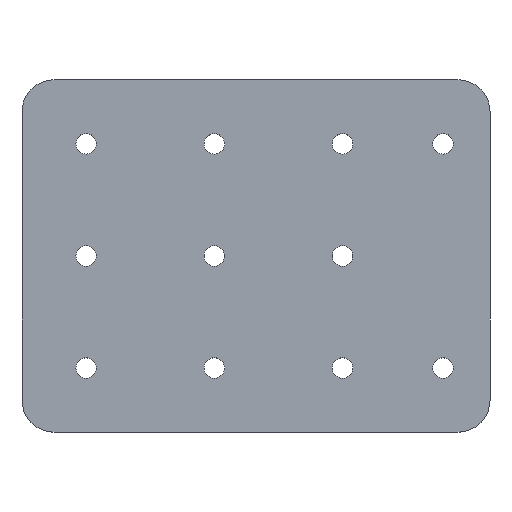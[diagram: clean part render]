
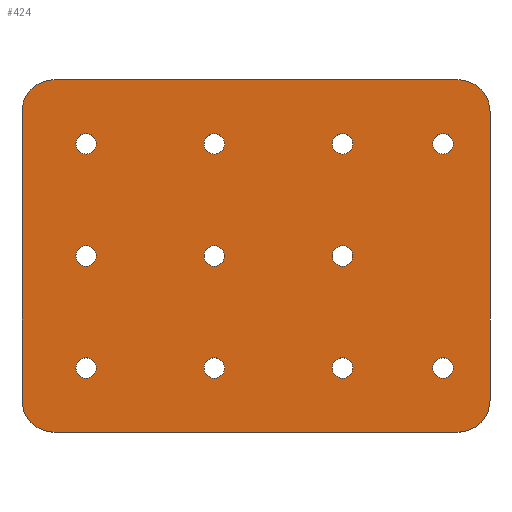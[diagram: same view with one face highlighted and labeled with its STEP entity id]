
A CAD part, top view. The second image highlights one B-rep face of the part: STEP entity #424.
In plain terms, the highlighted planar face has unit normal (0, 0, 1).
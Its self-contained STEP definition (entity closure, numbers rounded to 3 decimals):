
#23=FACE_BOUND('',#74,.T.);
#24=FACE_BOUND('',#75,.T.);
#25=FACE_BOUND('',#76,.T.);
#26=FACE_BOUND('',#77,.T.);
#27=FACE_BOUND('',#78,.T.);
#28=FACE_BOUND('',#79,.T.);
#29=FACE_BOUND('',#80,.T.);
#30=FACE_BOUND('',#81,.T.);
#31=FACE_BOUND('',#82,.T.);
#32=FACE_BOUND('',#83,.T.);
#33=FACE_BOUND('',#84,.T.);
#45=PLANE('',#451);
#52=FACE_OUTER_BOUND('',#73,.T.);
#73=EDGE_LOOP('',(#298,#299,#300,#301,#302,#303,#304,#305));
#74=EDGE_LOOP('',(#306));
#75=EDGE_LOOP('',(#307));
#76=EDGE_LOOP('',(#308));
#77=EDGE_LOOP('',(#309));
#78=EDGE_LOOP('',(#310));
#79=EDGE_LOOP('',(#311));
#80=EDGE_LOOP('',(#312));
#81=EDGE_LOOP('',(#313));
#82=EDGE_LOOP('',(#314));
#83=EDGE_LOOP('',(#315));
#84=EDGE_LOOP('',(#316));
#117=LINE('',#654,#144);
#118=LINE('',#658,#145);
#119=LINE('',#662,#146);
#120=LINE('',#665,#147);
#144=VECTOR('',#517,10.);
#145=VECTOR('',#520,10.);
#146=VECTOR('',#523,10.);
#147=VECTOR('',#526,10.);
#170=CIRCLE('',#450,5.);
#171=CIRCLE('',#452,5.);
#172=CIRCLE('',#453,5.);
#173=CIRCLE('',#454,5.);
#174=CIRCLE('',#455,1.6);
#175=CIRCLE('',#456,1.6);
#176=CIRCLE('',#457,1.6);
#177=CIRCLE('',#458,1.6);
#178=CIRCLE('',#459,1.6);
#179=CIRCLE('',#460,1.6);
#180=CIRCLE('',#461,1.6);
#181=CIRCLE('',#462,1.6);
#182=CIRCLE('',#463,1.6);
#183=CIRCLE('',#464,1.6);
#184=CIRCLE('',#465,1.6);
#201=VERTEX_POINT('',#647);
#202=VERTEX_POINT('',#649);
#203=VERTEX_POINT('',#653);
#204=VERTEX_POINT('',#655);
#205=VERTEX_POINT('',#657);
#206=VERTEX_POINT('',#659);
#207=VERTEX_POINT('',#661);
#208=VERTEX_POINT('',#663);
#209=VERTEX_POINT('',#666);
#210=VERTEX_POINT('',#668);
#211=VERTEX_POINT('',#670);
#212=VERTEX_POINT('',#672);
#213=VERTEX_POINT('',#674);
#214=VERTEX_POINT('',#676);
#215=VERTEX_POINT('',#678);
#216=VERTEX_POINT('',#680);
#217=VERTEX_POINT('',#682);
#218=VERTEX_POINT('',#684);
#219=VERTEX_POINT('',#686);
#239=EDGE_CURVE('',#201,#202,#170,.T.);
#241=EDGE_CURVE('',#201,#203,#117,.T.);
#242=EDGE_CURVE('',#204,#203,#171,.T.);
#243=EDGE_CURVE('',#204,#205,#118,.T.);
#244=EDGE_CURVE('',#206,#205,#172,.T.);
#245=EDGE_CURVE('',#206,#207,#119,.T.);
#246=EDGE_CURVE('',#208,#207,#173,.T.);
#247=EDGE_CURVE('',#208,#202,#120,.T.);
#248=EDGE_CURVE('',#209,#209,#174,.T.);
#249=EDGE_CURVE('',#210,#210,#175,.T.);
#250=EDGE_CURVE('',#211,#211,#176,.T.);
#251=EDGE_CURVE('',#212,#212,#177,.T.);
#252=EDGE_CURVE('',#213,#213,#178,.T.);
#253=EDGE_CURVE('',#214,#214,#179,.T.);
#254=EDGE_CURVE('',#215,#215,#180,.T.);
#255=EDGE_CURVE('',#216,#216,#181,.T.);
#256=EDGE_CURVE('',#217,#217,#182,.T.);
#257=EDGE_CURVE('',#218,#218,#183,.T.);
#258=EDGE_CURVE('',#219,#219,#184,.T.);
#298=ORIENTED_EDGE('',*,*,#239,.F.);
#299=ORIENTED_EDGE('',*,*,#241,.T.);
#300=ORIENTED_EDGE('',*,*,#242,.F.);
#301=ORIENTED_EDGE('',*,*,#243,.T.);
#302=ORIENTED_EDGE('',*,*,#244,.F.);
#303=ORIENTED_EDGE('',*,*,#245,.T.);
#304=ORIENTED_EDGE('',*,*,#246,.F.);
#305=ORIENTED_EDGE('',*,*,#247,.T.);
#306=ORIENTED_EDGE('',*,*,#248,.T.);
#307=ORIENTED_EDGE('',*,*,#249,.T.);
#308=ORIENTED_EDGE('',*,*,#250,.T.);
#309=ORIENTED_EDGE('',*,*,#251,.T.);
#310=ORIENTED_EDGE('',*,*,#252,.T.);
#311=ORIENTED_EDGE('',*,*,#253,.T.);
#312=ORIENTED_EDGE('',*,*,#254,.F.);
#313=ORIENTED_EDGE('',*,*,#255,.F.);
#314=ORIENTED_EDGE('',*,*,#256,.F.);
#315=ORIENTED_EDGE('',*,*,#257,.F.);
#316=ORIENTED_EDGE('',*,*,#258,.F.);
#424=ADVANCED_FACE('',(#52,#23,#24,#25,#26,#27,#28,#29,#30,#31,#32,#33),
#45,.F.);
#450=AXIS2_PLACEMENT_3D('',#650,#512,#513);
#451=AXIS2_PLACEMENT_3D('',#652,#515,#516);
#452=AXIS2_PLACEMENT_3D('',#656,#518,#519);
#453=AXIS2_PLACEMENT_3D('',#660,#521,#522);
#454=AXIS2_PLACEMENT_3D('',#664,#524,#525);
#455=AXIS2_PLACEMENT_3D('',#667,#527,#528);
#456=AXIS2_PLACEMENT_3D('',#669,#529,#530);
#457=AXIS2_PLACEMENT_3D('',#671,#531,#532);
#458=AXIS2_PLACEMENT_3D('',#673,#533,#534);
#459=AXIS2_PLACEMENT_3D('',#675,#535,#536);
#460=AXIS2_PLACEMENT_3D('',#677,#537,#538);
#461=AXIS2_PLACEMENT_3D('',#679,#539,#540);
#462=AXIS2_PLACEMENT_3D('',#681,#541,#542);
#463=AXIS2_PLACEMENT_3D('',#683,#543,#544);
#464=AXIS2_PLACEMENT_3D('',#685,#545,#546);
#465=AXIS2_PLACEMENT_3D('',#687,#547,#548);
#512=DIRECTION('center_axis',(0.,0.,-1.));
#513=DIRECTION('ref_axis',(0.707,-0.707,0.));
#515=DIRECTION('center_axis',(0.,0.,-1.));
#516=DIRECTION('ref_axis',(1.,0.,0.));
#517=DIRECTION('',(0.,1.,0.));
#518=DIRECTION('center_axis',(0.,0.,-1.));
#519=DIRECTION('ref_axis',(0.707,0.707,0.));
#520=DIRECTION('',(-1.,0.,0.));
#521=DIRECTION('center_axis',(0.,0.,-1.));
#522=DIRECTION('ref_axis',(-0.707,0.707,0.));
#523=DIRECTION('',(0.,-1.,0.));
#524=DIRECTION('center_axis',(0.,0.,-1.));
#525=DIRECTION('ref_axis',(-0.707,-0.707,0.));
#526=DIRECTION('',(1.,0.,0.));
#527=DIRECTION('center_axis',(0.,0.,-1.));
#528=DIRECTION('ref_axis',(-1.,0.,0.));
#529=DIRECTION('center_axis',(0.,0.,-1.));
#530=DIRECTION('ref_axis',(-1.,0.,0.));
#531=DIRECTION('center_axis',(0.,0.,-1.));
#532=DIRECTION('ref_axis',(-1.,0.,0.));
#533=DIRECTION('center_axis',(0.,0.,-1.));
#534=DIRECTION('ref_axis',(-1.,0.,0.));
#535=DIRECTION('center_axis',(0.,0.,-1.));
#536=DIRECTION('ref_axis',(-1.,0.,0.));
#537=DIRECTION('center_axis',(0.,0.,-1.));
#538=DIRECTION('ref_axis',(-1.,0.,0.));
#539=DIRECTION('center_axis',(0.,0.,
1.));
#540=DIRECTION('ref_axis',(1.,0.,0.));
#541=DIRECTION('center_axis',(0.,0.,
1.));
#542=DIRECTION('ref_axis',(1.,0.,0.));
#543=DIRECTION('center_axis',(0.,0.,
1.));
#544=DIRECTION('ref_axis',(1.,0.,0.));
#545=DIRECTION('center_axis',(0.,0.,
1.));
#546=DIRECTION('ref_axis',(1.,0.,0.));
#547=DIRECTION('center_axis',(0.,0.,
1.));
#548=DIRECTION('ref_axis',(1.,0.,0.));
#647=CARTESIAN_POINT('',(-194.001,344.588,846.238));
#649=CARTESIAN_POINT('',(-199.001,339.588,846.238));
#650=CARTESIAN_POINT('Origin',(-199.001,344.588,846.238));
#652=CARTESIAN_POINT('Origin',(-230.501,367.069,846.238));
#653=CARTESIAN_POINT('',(-194.001,389.551,846.238));
#654=CARTESIAN_POINT('',(-194.001,339.588,846.238));
#655=CARTESIAN_POINT('',(-199.001,394.551,846.238));
#656=CARTESIAN_POINT('Origin',(-199.001,389.551,846.238));
#657=CARTESIAN_POINT('',(-262.001,394.551,846.238));
#658=CARTESIAN_POINT('',(-194.001,394.551,846.238));
#659=CARTESIAN_POINT('',(-267.001,389.551,846.238));
#660=CARTESIAN_POINT('Origin',(-262.001,389.551,846.238));
#661=CARTESIAN_POINT('',(-267.001,344.588,846.238));
#662=CARTESIAN_POINT('',(-267.001,394.551,846.238));
#663=CARTESIAN_POINT('',(-262.001,339.588,846.238));
#664=CARTESIAN_POINT('Origin',(-262.001,344.588,846.238));
#665=CARTESIAN_POINT('',(-267.001,339.588,846.238));
#666=CARTESIAN_POINT('',(-215.401,349.588,846.238));
#667=CARTESIAN_POINT('Origin',(-217.001,349.588,846.238));
#668=CARTESIAN_POINT('',(-235.401,384.551,846.238));
#669=CARTESIAN_POINT('Origin',(-237.001,384.551,846.238));
#670=CARTESIAN_POINT('',(-215.401,367.069,846.238));
#671=CARTESIAN_POINT('Origin',(-217.001,367.069,846.238));
#672=CARTESIAN_POINT('',(-235.401,349.588,846.238));
#673=CARTESIAN_POINT('Origin',(-237.001,349.588,846.238));
#674=CARTESIAN_POINT('',(-235.401,367.069,846.238));
#675=CARTESIAN_POINT('Origin',(-237.001,367.069,846.238));
#676=CARTESIAN_POINT('',(-215.401,384.551,846.238));
#677=CARTESIAN_POINT('Origin',(-217.001,384.551,846.238));
#678=CARTESIAN_POINT('',(-258.601,367.069,846.238));
#679=CARTESIAN_POINT('Origin',(-257.001,367.069,846.238));
#680=CARTESIAN_POINT('',(-202.926,349.588,846.238));
#681=CARTESIAN_POINT('Origin',(-201.326,349.588,846.238));
#682=CARTESIAN_POINT('',(-258.601,349.588,846.238));
#683=CARTESIAN_POINT('Origin',(-257.001,349.588,846.238));
#684=CARTESIAN_POINT('',(-258.601,384.551,846.238));
#685=CARTESIAN_POINT('Origin',(-257.001,384.551,846.238));
#686=CARTESIAN_POINT('',(-202.926,384.551,846.238));
#687=CARTESIAN_POINT('Origin',(-201.326,384.551,846.238));
